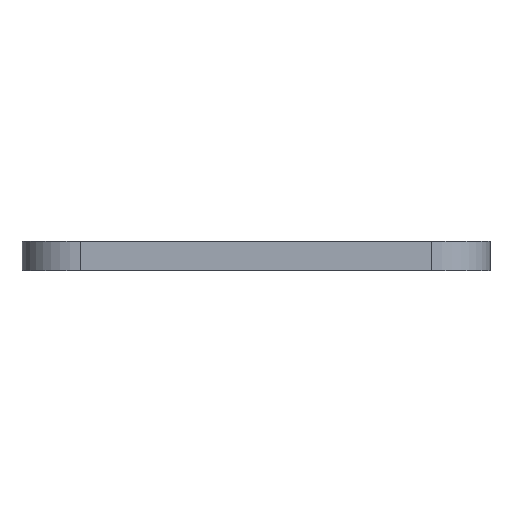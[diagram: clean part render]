
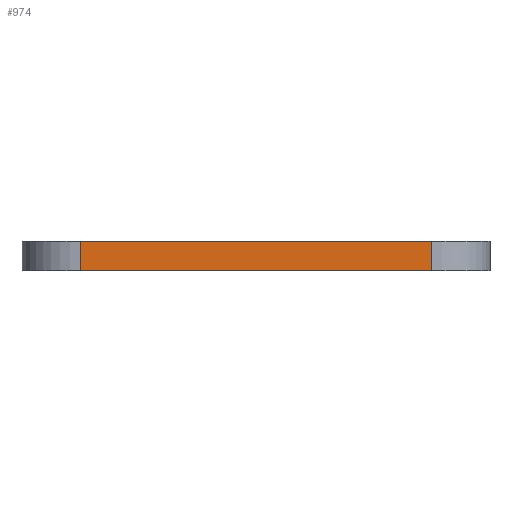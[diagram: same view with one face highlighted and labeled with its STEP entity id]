
A CAD part, front view. The second image highlights one B-rep face of the part: STEP entity #974.
In plain terms, the highlighted planar face has unit normal (0, -1, 0).
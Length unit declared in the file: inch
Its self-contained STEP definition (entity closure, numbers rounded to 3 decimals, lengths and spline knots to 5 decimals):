
#137 = VERTEX_POINT ( 'NONE', #910 ) ;
#149 = EDGE_CURVE ( 'NONE', #182, #207, #228, .T. ) ;
#182 = VERTEX_POINT ( 'NONE', #247 ) ;
#207 = VERTEX_POINT ( 'NONE', #621 ) ;
#218 = DIRECTION ( 'NONE',  ( 0., 1., 0. ) ) ;
#228 = LINE ( 'NONE', #540, #433 ) ;
#247 = CARTESIAN_POINT ( 'NONE',  ( 0.75, -1.5, 0. ) ) ;
#272 = EDGE_CURVE ( 'NONE', #636, #137, #316, .T. ) ;
#295 = CARTESIAN_POINT ( 'NONE',  ( 0., -1.5, 0.125 ) ) ;
#316 = LINE ( 'NONE', #851, #528 ) ;
#367 = CARTESIAN_POINT ( 'NONE',  ( 0., -1.5, 0. ) ) ;
#372 = AXIS2_PLACEMENT_3D ( 'NONE', #295, #218, #996 ) ;
#433 = VECTOR ( 'NONE', #839, 39.37008 ) ;
#478 = VECTOR ( 'NONE', #548, 39.37008 ) ;
#511 = ORIENTED_EDGE ( 'NONE', *, *, #149, .T. ) ;
#528 = VECTOR ( 'NONE', #773, 39.37008 ) ;
#533 = DIRECTION ( 'NONE',  ( 1., 0., 0. ) ) ;
#540 = CARTESIAN_POINT ( 'NONE',  ( 0.75, -1.5, 0.125 ) ) ;
#548 = DIRECTION ( 'NONE',  ( 1., 0., 0. ) ) ;
#554 = LINE ( 'NONE', #777, #478 ) ;
#585 = EDGE_LOOP ( 'NONE', ( #953, #511, #605, #698 ) ) ;
#605 = ORIENTED_EDGE ( 'NONE', *, *, #662, .F. ) ;
#621 = CARTESIAN_POINT ( 'NONE',  ( 0.75, -1.5, 0.125 ) ) ;
#629 = VECTOR ( 'NONE', #533, 39.37008 ) ;
#636 = VERTEX_POINT ( 'NONE', #679 ) ;
#662 = EDGE_CURVE ( 'NONE', #636, #207, #554, .T. ) ;
#679 = CARTESIAN_POINT ( 'NONE',  ( -0.75, -1.5, 0.125 ) ) ;
#698 = ORIENTED_EDGE ( 'NONE', *, *, #272, .T. ) ;
#699 = LINE ( 'NONE', #367, #629 ) ;
#773 = DIRECTION ( 'NONE',  ( 0., 0., -1. ) ) ;
#777 = CARTESIAN_POINT ( 'NONE',  ( 0., -1.5, 0.125 ) ) ;
#812 = PLANE ( 'NONE',  #372 ) ;
#839 = DIRECTION ( 'NONE',  ( 0., 0., 1. ) ) ;
#851 = CARTESIAN_POINT ( 'NONE',  ( -0.75, -1.5, 0.125 ) ) ;
#878 = EDGE_CURVE ( 'NONE', #137, #182, #699, .T. ) ;
#888 = FACE_OUTER_BOUND ( 'NONE', #585, .T. ) ;
#910 = CARTESIAN_POINT ( 'NONE',  ( -0.75, -1.5, 0. ) ) ;
#953 = ORIENTED_EDGE ( 'NONE', *, *, #878, .T. ) ;
#974 = ADVANCED_FACE ( 'NONE', ( #888 ), #812, .F. ) ;
#996 = DIRECTION ( 'NONE',  ( 0., 0., 1. ) ) ;
